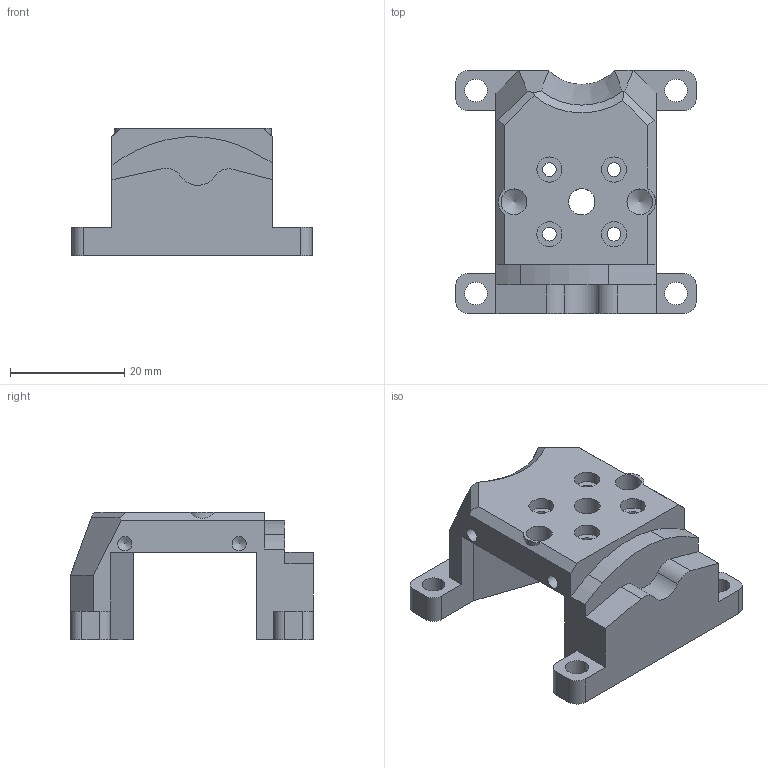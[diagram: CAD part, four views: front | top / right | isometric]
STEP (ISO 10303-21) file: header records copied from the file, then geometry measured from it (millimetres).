
FILE_DESCRIPTION(/* description */ ('STEP AP242','CAx-IF Rec.Pracs.---Representation and Presentation of Product Manufacturing Information (PMI)---4.0---2014-10-13','CAx-IF Rec.Pracs.---3D Tessellated Geometry---0.4---2014-09-14','2;1'),/* implementation_level */ '2;1');
FILE_NAME(/* name */ '657f794e71f4d123be972cfe',/* time_stamp */ '2023-12-17T22:42:22Z',/* author */ (''),/* organization */ (''),/* preprocessor_version */ 'ST-DEVELOPER v19.4',/* originating_system */ ' ',/* authorisation */ ' ');
FILE_SCHEMA (('AP242_MANAGED_MODEL_BASED_3D_ENGINEERING_MIM_LF { 1 0 10303 442 1 1 4 }'));
Length unit declared in the file: metre
Products named in the file (1): Hotend mount
Bounding box: 42 x 42.5 x 22.3 mm (x, y, z)
Volume: 12799.9 mm3; surface area: 6457.4 mm2
Topology: 1 solids, 1 shells, 83 faces, 230 edges, 153 vertices
Faces by surface type: plane 42, cylinder 32, cone 6, bspline 3
Full cylindrical faces by diameter (mm): 2.4 x4, 2.5 x2, 4 x4, 4.4 x4, 4.5 x2, 4.6 x1
Entity records: 2573 total; most frequent: CARTESIAN_POINT 509, DIRECTION 413, ORIENTED_EDGE 394, EDGE_CURVE 197, AXIS2_PLACEMENT_3D 147, VERTEX_POINT 145, FACE_BOUND 130, EDGE_LOOP 126
